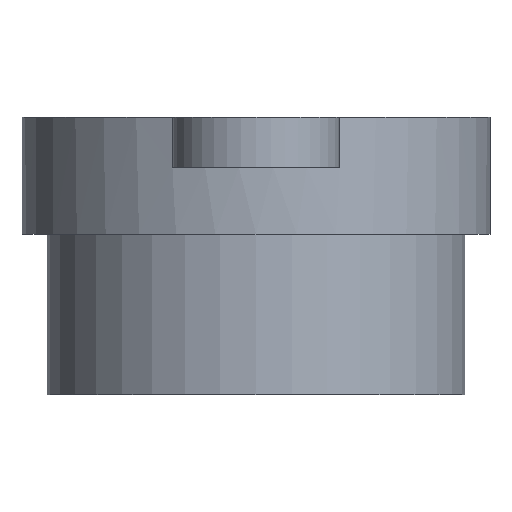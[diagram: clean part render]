
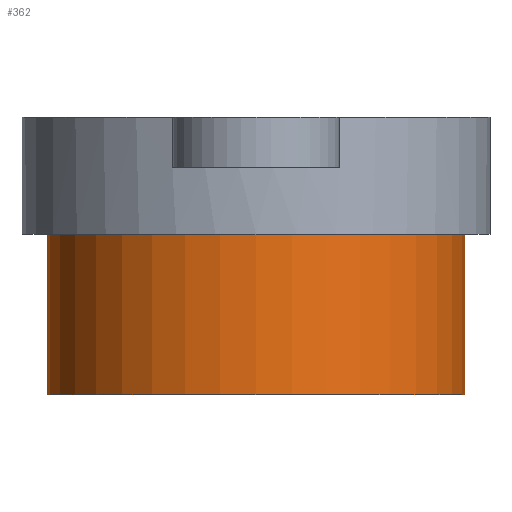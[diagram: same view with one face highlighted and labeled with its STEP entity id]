
A CAD part, left-side view. The second image highlights one B-rep face of the part: STEP entity #362.
In plain terms, the highlighted cylindrical face has radius 12.5 mm (diameter 25 mm), a full revolution.
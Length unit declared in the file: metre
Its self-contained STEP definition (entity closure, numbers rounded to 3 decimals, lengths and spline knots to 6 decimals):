
#52=CYLINDRICAL_SURFACE('',#399,0.0125);
#66=ORIENTED_EDGE('',*,*,#152,.T.);
#67=ORIENTED_EDGE('',*,*,#151,.T.);
#151=EDGE_CURVE('',#194,#194,#229,.T.);
#152=EDGE_CURVE('',#195,#195,#230,.T.);
#194=VERTEX_POINT('',#566);
#195=VERTEX_POINT('',#569);
#229=CIRCLE('',#398,0.0125);
#230=CIRCLE('',#400,0.0125);
#257=EDGE_LOOP('',(#66));
#258=EDGE_LOOP('',(#67));
#305=FACE_BOUND('',#257,.T.);
#306=FACE_BOUND('',#258,.T.);
#362=ADVANCED_FACE('',(#305,#306),#52,.T.);
#398=AXIS2_PLACEMENT_3D('',#565,#451,#452);
#399=AXIS2_PLACEMENT_3D('',#567,#453,#454);
#400=AXIS2_PLACEMENT_3D('',#568,#455,#456);
#451=DIRECTION('',(0.,0.,-1.));
#452=DIRECTION('',(-1.,0.,0.));
#453=DIRECTION('',(0.,0.,1.));
#454=DIRECTION('',(-1.,0.,0.));
#455=DIRECTION('',(0.,0.,1.));
#456=DIRECTION('',(-1.,0.,0.));
#565=CARTESIAN_POINT('',(0.,0.,0.0096));
#566=CARTESIAN_POINT('',(-0.0125,0.,0.0096));
#567=CARTESIAN_POINT('',(0.,0.,0.));
#568=CARTESIAN_POINT('',(0.,0.,0.));
#569=CARTESIAN_POINT('',(-0.0125,0.,0.));
